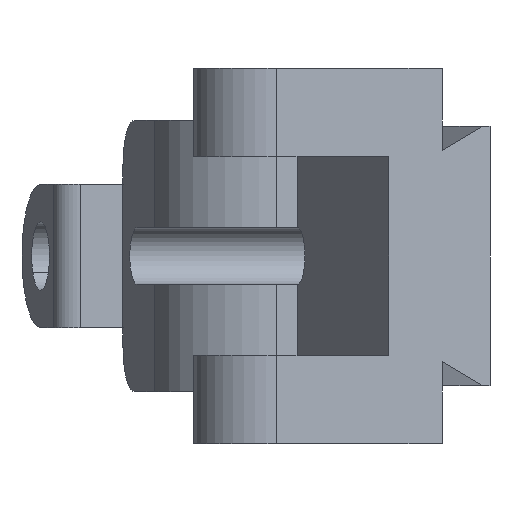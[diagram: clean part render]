
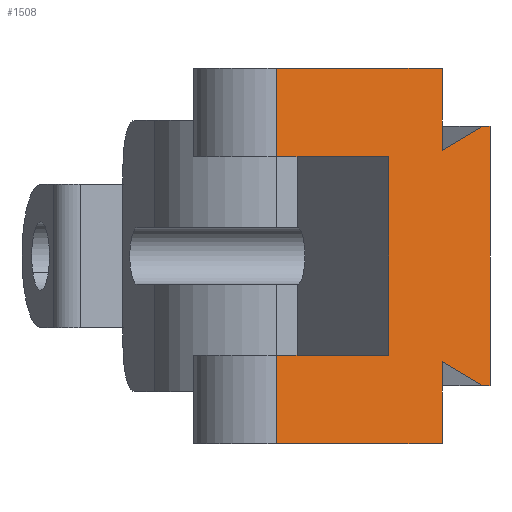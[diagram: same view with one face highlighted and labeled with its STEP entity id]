
A CAD part, front view. The second image highlights one B-rep face of the part: STEP entity #1508.
In plain terms, the highlighted planar face has unit normal (0.259, -0.966, 0).
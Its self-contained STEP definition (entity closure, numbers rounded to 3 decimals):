
#207=CARTESIAN_POINT('Vertex',(-2.571,-114.578,-9.)) ;
#210=CARTESIAN_POINT('Line Origine',(-2.571,-114.578,0.)) ;
#214=CARTESIAN_POINT('Vertex',(-2.571,-114.578,9.)) ;
#370=CARTESIAN_POINT('Line Origine',(-7.643,-115.937,9.)) ;
#374=CARTESIAN_POINT('Vertex',(-12.715,-117.296,9.)) ;
#487=CARTESIAN_POINT('Vertex',(-12.715,-117.296,17.)) ;
#490=CARTESIAN_POINT('Line Origine',(-5.228,-115.29,17.)) ;
#494=CARTESIAN_POINT('Vertex',(2.258,-113.283,17.)) ;
#651=CARTESIAN_POINT('Line Origine',(-12.715,-117.296,-13.)) ;
#1323=CARTESIAN_POINT('Line Origine',(-12.715,-117.296,-13.)) ;
#1327=CARTESIAN_POINT('Vertex',(-12.715,-117.296,-9.)) ;
#1329=CARTESIAN_POINT('Vertex',(-12.715,-117.296,-17.)) ;
#1420=CARTESIAN_POINT('Axis2P3D Location',(-12.715,-117.296,-9.)) ;
#1425=CARTESIAN_POINT('Line Origine',(6.249,-112.214,11.75)) ;
#1429=CARTESIAN_POINT('Vertex',(5.892,-112.31,11.75)) ;
#1431=CARTESIAN_POINT('Vertex',(6.605,-112.119,11.75)) ;
#1434=CARTESIAN_POINT('Line Origine',(4.075,-112.797,10.664)) ;
#1438=CARTESIAN_POINT('Vertex',(2.258,-113.283,9.578)) ;
#1441=CARTESIAN_POINT('Line Origine',(2.258,-113.283,13.289)) ;
#1446=CARTESIAN_POINT('Line Origine',(-7.643,-115.937,-9.)) ;
#1451=CARTESIAN_POINT('Line Origine',(-5.228,-115.29,-17.)) ;
#1455=CARTESIAN_POINT('Vertex',(2.258,-113.283,-17.)) ;
#1458=CARTESIAN_POINT('Line Origine',(2.258,-113.283,-13.289)) ;
#1462=CARTESIAN_POINT('Vertex',(2.258,-113.283,-9.578)) ;
#1465=CARTESIAN_POINT('Line Origine',(4.075,-112.797,-10.664)) ;
#1469=CARTESIAN_POINT('Vertex',(5.892,-112.31,-11.75)) ;
#1472=CARTESIAN_POINT('Line Origine',(6.249,-112.214,-11.75)) ;
#1476=CARTESIAN_POINT('Vertex',(6.605,-112.119,-11.75)) ;
#1479=CARTESIAN_POINT('Line Origine',(6.605,-112.119,-5.875)) ;
#1483=CARTESIAN_POINT('Vertex',(6.605,-112.119,0.)) ;
#1486=CARTESIAN_POINT('Line Origine',(6.605,-112.119,5.875)) ;
#211=DIRECTION('Vector Direction',(0.,0.,-1.)) ;
#371=DIRECTION('Vector Direction',(0.966,0.259,0.)) ;
#491=DIRECTION('Vector Direction',(0.966,0.259,0.)) ;
#652=DIRECTION('Vector Direction',(0.,0.,-1.)) ;
#1324=DIRECTION('Vector Direction',(0.,0.,-1.)) ;
#1421=DIRECTION('Axis2P3D Direction',(-0.259,0.966,0.)) ;
#1422=DIRECTION('Axis2P3D XDirection',(0.966,0.259,0.)) ;
#1426=DIRECTION('Vector Direction',(0.966,0.259,0.)) ;
#1435=DIRECTION('Vector Direction',(0.837,0.224,0.5)) ;
#1442=DIRECTION('Vector Direction',(0.,0.,-1.)) ;
#1447=DIRECTION('Vector Direction',(0.966,0.259,0.)) ;
#1452=DIRECTION('Vector Direction',(0.966,0.259,0.)) ;
#1459=DIRECTION('Vector Direction',(0.,0.,1.)) ;
#1466=DIRECTION('Vector Direction',(0.837,0.224,-0.5)) ;
#1473=DIRECTION('Vector Direction',(0.966,0.259,0.)) ;
#1480=DIRECTION('Vector Direction',(0.,0.,1.)) ;
#1487=DIRECTION('Vector Direction',(0.,0.,-1.)) ;
#1423=AXIS2_PLACEMENT_3D('Plane Axis2P3D',#1420,#1421,#1422) ;
#1492=ORIENTED_EDGE('',*,*,#1433,.F.) ;
#1493=ORIENTED_EDGE('',*,*,#1440,.F.) ;
#1494=ORIENTED_EDGE('',*,*,#1445,.F.) ;
#1495=ORIENTED_EDGE('',*,*,#496,.T.) ;
#1496=ORIENTED_EDGE('',*,*,#655,.F.) ;
#1497=ORIENTED_EDGE('',*,*,#376,.F.) ;
#1498=ORIENTED_EDGE('',*,*,#216,.T.) ;
#1499=ORIENTED_EDGE('',*,*,#1450,.T.) ;
#1500=ORIENTED_EDGE('',*,*,#1331,.T.) ;
#1501=ORIENTED_EDGE('',*,*,#1457,.F.) ;
#1502=ORIENTED_EDGE('',*,*,#1464,.F.) ;
#1503=ORIENTED_EDGE('',*,*,#1471,.F.) ;
#1504=ORIENTED_EDGE('',*,*,#1478,.F.) ;
#1505=ORIENTED_EDGE('',*,*,#1485,.F.) ;
#1506=ORIENTED_EDGE('',*,*,#1490,.F.) ;
#212=VECTOR('Line Direction',#211,1.) ;
#372=VECTOR('Line Direction',#371,1.) ;
#492=VECTOR('Line Direction',#491,1.) ;
#653=VECTOR('Line Direction',#652,1.) ;
#1325=VECTOR('Line Direction',#1324,1.) ;
#1427=VECTOR('Line Direction',#1426,1.) ;
#1436=VECTOR('Line Direction',#1435,1.) ;
#1443=VECTOR('Line Direction',#1442,1.) ;
#1448=VECTOR('Line Direction',#1447,1.) ;
#1453=VECTOR('Line Direction',#1452,1.) ;
#1460=VECTOR('Line Direction',#1459,1.) ;
#1467=VECTOR('Line Direction',#1466,1.) ;
#1474=VECTOR('Line Direction',#1473,1.) ;
#1481=VECTOR('Line Direction',#1480,1.) ;
#1488=VECTOR('Line Direction',#1487,1.) ;
#1508=ADVANCED_FACE('',(#1507),#1424,.F.) ;
#216=EDGE_CURVE('',#215,#208,#213,.T.) ;
#376=EDGE_CURVE('',#215,#375,#373,.F.) ;
#496=EDGE_CURVE('',#495,#488,#493,.F.) ;
#655=EDGE_CURVE('',#375,#488,#654,.F.) ;
#1331=EDGE_CURVE('',#1328,#1330,#1326,.T.) ;
#1433=EDGE_CURVE('',#1430,#1432,#1428,.T.) ;
#1440=EDGE_CURVE('',#1439,#1430,#1437,.T.) ;
#1445=EDGE_CURVE('',#495,#1439,#1444,.T.) ;
#1450=EDGE_CURVE('',#208,#1328,#1449,.F.) ;
#1457=EDGE_CURVE('',#1456,#1330,#1454,.F.) ;
#1464=EDGE_CURVE('',#1463,#1456,#1461,.F.) ;
#1471=EDGE_CURVE('',#1470,#1463,#1468,.F.) ;
#1478=EDGE_CURVE('',#1477,#1470,#1475,.F.) ;
#1485=EDGE_CURVE('',#1484,#1477,#1482,.F.) ;
#1490=EDGE_CURVE('',#1432,#1484,#1489,.T.) ;
#1491=EDGE_LOOP('',(#1492,#1493,#1494,#1495,#1496,#1497,#1498,#1499,#1500,#1501,#1502,#1503,#1504,#1505,#1506)) ;
#1507=FACE_OUTER_BOUND('',#1491,.T.) ;
#213=LINE('Line',#210,#212) ;
#373=LINE('Line',#370,#372) ;
#493=LINE('Line',#490,#492) ;
#654=LINE('Line',#651,#653) ;
#1326=LINE('Line',#1323,#1325) ;
#1428=LINE('Line',#1425,#1427) ;
#1437=LINE('Line',#1434,#1436) ;
#1444=LINE('Line',#1441,#1443) ;
#1449=LINE('Line',#1446,#1448) ;
#1454=LINE('Line',#1451,#1453) ;
#1461=LINE('Line',#1458,#1460) ;
#1468=LINE('Line',#1465,#1467) ;
#1475=LINE('Line',#1472,#1474) ;
#1482=LINE('Line',#1479,#1481) ;
#1489=LINE('Line',#1486,#1488) ;
#1424=PLANE('Plane',#1423) ;
#208=VERTEX_POINT('',#207) ;
#215=VERTEX_POINT('',#214) ;
#375=VERTEX_POINT('',#374) ;
#488=VERTEX_POINT('',#487) ;
#495=VERTEX_POINT('',#494) ;
#1328=VERTEX_POINT('',#1327) ;
#1330=VERTEX_POINT('',#1329) ;
#1430=VERTEX_POINT('',#1429) ;
#1432=VERTEX_POINT('',#1431) ;
#1439=VERTEX_POINT('',#1438) ;
#1456=VERTEX_POINT('',#1455) ;
#1463=VERTEX_POINT('',#1462) ;
#1470=VERTEX_POINT('',#1469) ;
#1477=VERTEX_POINT('',#1476) ;
#1484=VERTEX_POINT('',#1483) ;
